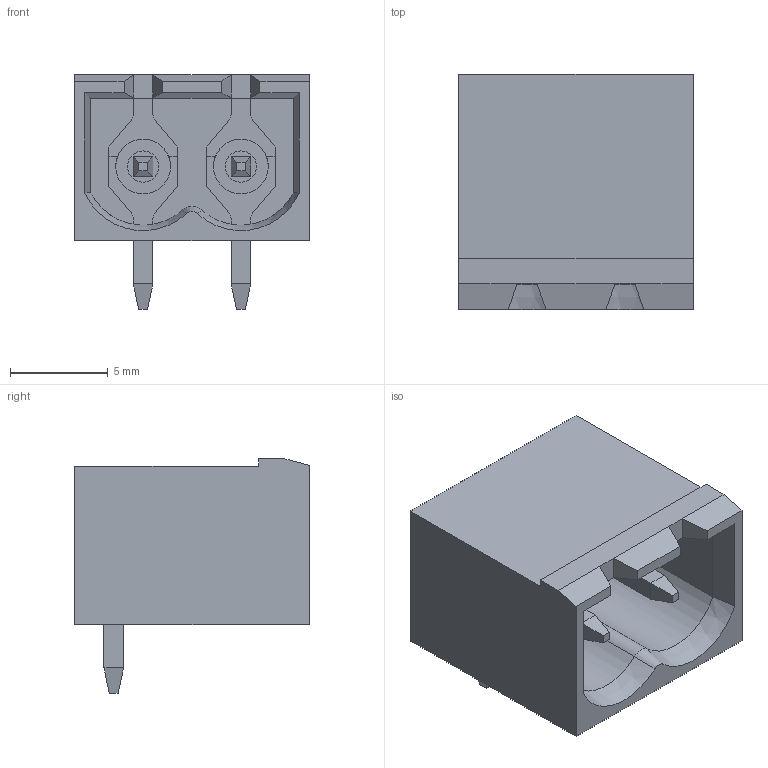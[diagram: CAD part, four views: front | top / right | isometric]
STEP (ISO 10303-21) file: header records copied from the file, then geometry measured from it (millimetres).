
FILE_DESCRIPTION(('FreeCAD Model'),'2;1');
FILE_NAME('Open CASCADE Shape Model','2024-06-24T12:14:04',( 'kicad StepUp'),('ksu MCAD'),'Open CASCADE STEP processor 7.6', 'FreeCAD','Unknown');
FILE_SCHEMA(('AUTOMOTIVE_DESIGN { 1 0 10303 214 1 1 1 1 }'));
Length unit declared in the file: millimetre
Products named in the file (1): OQ_2P_5mm_230V
Bounding box: 12 x 12 x 12 mm (x, y, z)
Volume: 607.1 mm3; surface area: 1173 mm2
Topology: 3 solids, 3 shells, 155 faces, 413 edges, 264 vertices
Faces by surface type: plane 125, cylinder 27, cone 3
Entity records: 5873 total; most frequent: CARTESIAN_POINT 839, ORIENTED_EDGE 826, DIRECTION 788, EDGE_CURVE 413, LINE 346, VECTOR 346, VERTEX_POINT 264, AXIS2_PLACEMENT_3D 221
